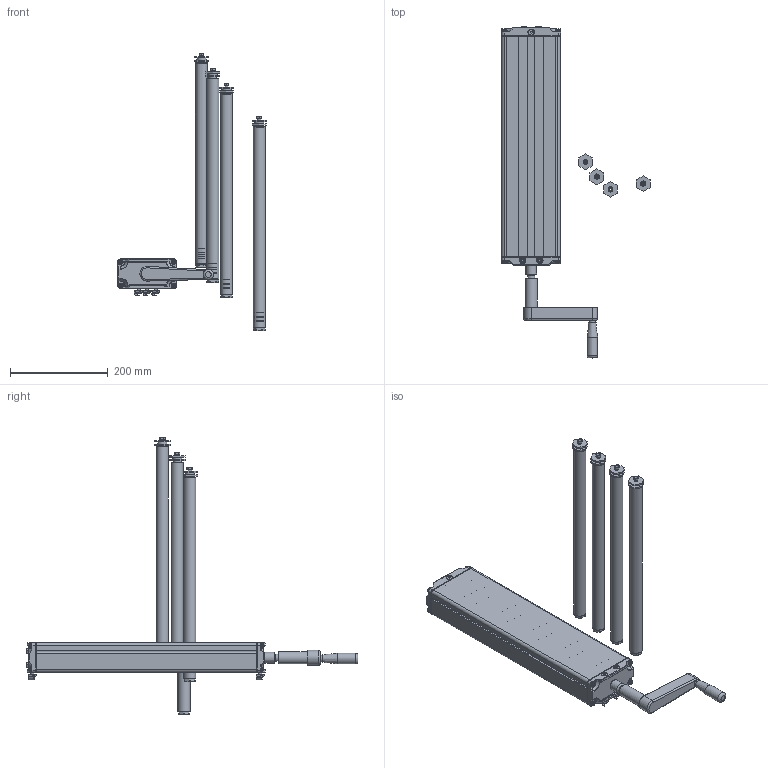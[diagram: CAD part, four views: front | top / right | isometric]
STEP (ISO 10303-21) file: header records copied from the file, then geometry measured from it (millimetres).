
FILE_DESCRIPTION(/* description */ ('Hydrauliksystem LB 300 W - 4 - manuell'),/* implementation_level */ '2;1');
FILE_NAME(/* name */ '270128-4.stp',/* time_stamp */ '2019-10-15T11:27:47+02:00',/* author */ ('Metz'),/* organization */ (''),/* preprocessor_version */ 'ST-DEVELOPER v17.2',/* originating_system */ 'Autodesk Inventor 2019',/* authorisation */ '');
FILE_SCHEMA (('AUTOMOTIVE_DESIGN { 1 0 10303 214 3 1 1 }'));
Length unit declared in the file: millimetre
Products named in the file (24): leer; leer_1; leer_2; leer_3; leer_4; leer_5; leer_6; leer_7; leer_8; leer_9; leer_10; leer_11; leer_12; leer_13; leer_14; leer_15; leer_16; leer_17; leer_18; leer_19; leer_20; leer_21; leer_22; 21-1351-2FZ.005
Assembly tree (37 placements, depth 4):
  leer
    leer_1
      leer_2
      leer_3
        leer_4
        leer_5  x4
        leer_6  x4
      leer_7
        leer_8
        leer_9  x4
        leer_10
        leer_11
        leer_12
    leer_14  x4
      leer_15
      leer_16
      leer_17
        leer_18
        leer_19
        leer_20
    leer_13
    leer_21  x3
      leer_22
      21-1351-2FZ.005
Bounding box: 303.16 x 678.25 x 567.49 mm (x, y, z)
Volume: 1145881.1 mm3; surface area: 827610.8 mm2
Topology: 45 solids, 45 shells, 1684 faces, 4112 edges, 2527 vertices
Faces by surface type: plane 624, cylinder 419, cone 353, torus 136, bspline 120, sphere 32
Full cylindrical faces by diameter (mm): 3.1 x1, 3.242 x1, 3.5 x4, 4.1 x8, 4.2 x4, 5 x8, 5.8 x8, 6 x6, 6.647 x4, 6.8 x3, 6.917 x4, 8 x8, 8.376 x4, 9 x4, 9.8 x8, 10 x2, 13 x1, 13.9 x8, 14 x6, 15 x1, 16 x4, 17.3 x4, 17.5 x6, 18 x2, 19 x8, 20.8 x12, 21 x4, 21.5 x1, 22 x1, 25 x5
Entity records: 26853 total; most frequent: CARTESIAN_POINT 6941, DIRECTION 4351, ORIENTED_EDGE 3830, EDGE_CURVE 1915, AXIS2_PLACEMENT_3D 1741, VERTEX_POINT 1186, CIRCLE 922, LINE 869
